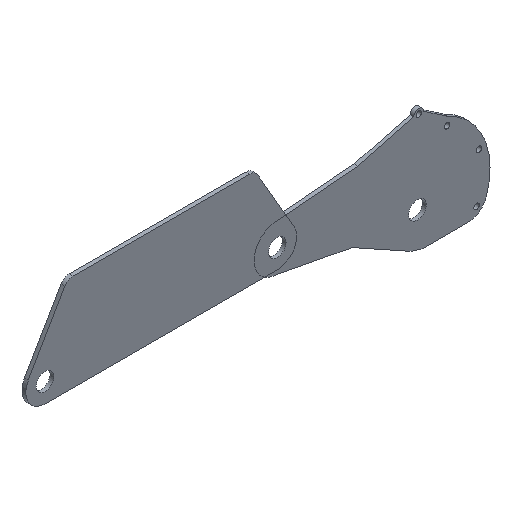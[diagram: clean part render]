
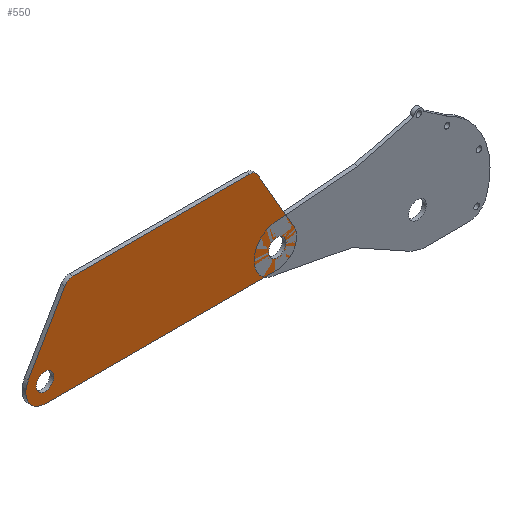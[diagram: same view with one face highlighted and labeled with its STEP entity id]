
A CAD part, isometric view. The second image highlights one B-rep face of the part: STEP entity #550.
In plain terms, the highlighted planar face has unit normal (0, -1, 0).
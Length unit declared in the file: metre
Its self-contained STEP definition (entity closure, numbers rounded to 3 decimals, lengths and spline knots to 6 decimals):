
#15=CIRCLE('',#598,0.016);
#17=CIRCLE('',#602,0.008);
#19=CIRCLE('',#606,0.008);
#20=CIRCLE('',#609,0.00725);
#22=CIRCLE('',#612,0.00725);
#25=CIRCLE('',#616,0.016);
#101=ORIENTED_EDGE('',*,*,#235,.F.);
#102=ORIENTED_EDGE('',*,*,#233,.F.);
#103=ORIENTED_EDGE('',*,*,#213,.T.);
#104=ORIENTED_EDGE('',*,*,#217,.T.);
#105=ORIENTED_EDGE('',*,*,#220,.T.);
#106=ORIENTED_EDGE('',*,*,#223,.T.);
#107=ORIENTED_EDGE('',*,*,#226,.T.);
#108=ORIENTED_EDGE('',*,*,#229,.F.);
#109=ORIENTED_EDGE('',*,*,#232,.F.);
#110=ORIENTED_EDGE('',*,*,#238,.F.);
#213=EDGE_CURVE('',#287,#286,#340,.T.);
#217=EDGE_CURVE('',#286,#289,#15,.T.);
#220=EDGE_CURVE('',#289,#291,#345,.T.);
#223=EDGE_CURVE('',#291,#293,#17,.T.);
#226=EDGE_CURVE('',#293,#295,#349,.T.);
#229=EDGE_CURVE('',#297,#295,#19,.T.);
#232=EDGE_CURVE('',#299,#297,#353,.T.);
#233=EDGE_CURVE('',#300,#300,#20,.T.);
#235=EDGE_CURVE('',#302,#302,#22,.T.);
#238=EDGE_CURVE('',#287,#299,#25,.T.);
#286=VERTEX_POINT('',#840);
#287=VERTEX_POINT('',#842);
#289=VERTEX_POINT('',#848);
#291=VERTEX_POINT('',#854);
#293=VERTEX_POINT('',#860);
#295=VERTEX_POINT('',#866);
#297=VERTEX_POINT('',#872);
#299=VERTEX_POINT('',#878);
#300=VERTEX_POINT('',#882);
#302=VERTEX_POINT('',#887);
#340=LINE('',#841,#379);
#345=LINE('',#855,#384);
#349=LINE('',#867,#388);
#353=LINE('',#879,#392);
#379=VECTOR('',#667,1.);
#384=VECTOR('',#680,1.);
#388=VECTOR('',#692,1.);
#392=VECTOR('',#704,1.);
#428=EDGE_LOOP('',(#101));
#429=EDGE_LOOP('',(#102));
#430=EDGE_LOOP('',(#103,#104,#105,#106,#107,#108,#109,#110));
#483=FACE_BOUND('',#428,.T.);
#484=FACE_BOUND('',#429,.T.);
#485=FACE_BOUND('',#430,.T.);
#530=PLANE('',#617);
#550=ADVANCED_FACE('',(#483,#484,#485),#530,.T.);
#598=AXIS2_PLACEMENT_3D('',#849,#674,#675);
#602=AXIS2_PLACEMENT_3D('',#861,#686,#687);
#606=AXIS2_PLACEMENT_3D('',#873,#698,#699);
#609=AXIS2_PLACEMENT_3D('',#881,#707,#708);
#612=AXIS2_PLACEMENT_3D('',#886,#713,#714);
#616=AXIS2_PLACEMENT_3D('',#892,#721,#722);
#617=AXIS2_PLACEMENT_3D('',#893,#723,#724);
#667=DIRECTION('',(1.,0.,0.));
#674=DIRECTION('',(0.,-1.,0.));
#675=DIRECTION('',(0.,0.,-1.));
#680=DIRECTION('',(-0.5,0.,0.866));
#686=DIRECTION('',(0.,-1.,0.));
#687=DIRECTION('',(0.,0.,-1.));
#692=DIRECTION('',(-1.,0.,0.));
#698=DIRECTION('',(0.,1.,0.));
#699=DIRECTION('',(0.,0.,-1.));
#704=DIRECTION('',(0.5,0.,0.866));
#707=DIRECTION('',(0.,-1.,0.));
#708=DIRECTION('',(0.,0.,-1.));
#713=DIRECTION('',(0.,-1.,0.));
#714=DIRECTION('',(0.,0.,-1.));
#721=DIRECTION('',(0.,1.,0.));
#722=DIRECTION('',(0.,0.,-1.));
#723=DIRECTION('',(0.,-1.,0.));
#724=DIRECTION('',(1.,0.,0.));
#840=CARTESIAN_POINT('',(0.096,-0.003175,-0.016));
#841=CARTESIAN_POINT('',(0.048,-0.003175,-0.016));
#842=CARTESIAN_POINT('',(-0.096,-0.003175,-0.016));
#848=CARTESIAN_POINT('',(0.109856,-0.003175,0.008));
#849=CARTESIAN_POINT('',(0.096,-0.003175,0.));
#854=CARTESIAN_POINT('',(0.079834,-0.003175,0.06));
#855=CARTESIAN_POINT('',(0.094845,-0.003175,0.034));
#860=CARTESIAN_POINT('',(0.072906,-0.003175,0.064));
#861=CARTESIAN_POINT('',(0.072906,-0.003175,0.056));
#866=CARTESIAN_POINT('',(-0.072906,-0.003175,0.064));
#867=CARTESIAN_POINT('',(0.036453,-0.003175,0.064));
#872=CARTESIAN_POINT('',(-0.079834,-0.003175,0.06));
#873=CARTESIAN_POINT('',(-0.072906,-0.003175,0.056));
#878=CARTESIAN_POINT('',(-0.109856,-0.003175,0.008));
#879=CARTESIAN_POINT('',(-0.094845,-0.003175,0.034));
#881=CARTESIAN_POINT('',(0.096,-0.003175,0.));
#882=CARTESIAN_POINT('',(0.096,-0.003175,-0.00725));
#886=CARTESIAN_POINT('',(-0.096,-0.003175,0.));
#887=CARTESIAN_POINT('',(-0.096,-0.003175,-0.00725));
#892=CARTESIAN_POINT('',(-0.096,-0.003175,0.));
#893=CARTESIAN_POINT('',(0.073956,-0.003175,-0.007529));
